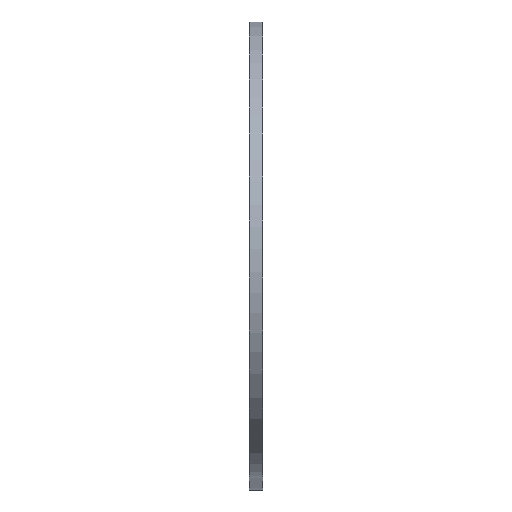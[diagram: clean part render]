
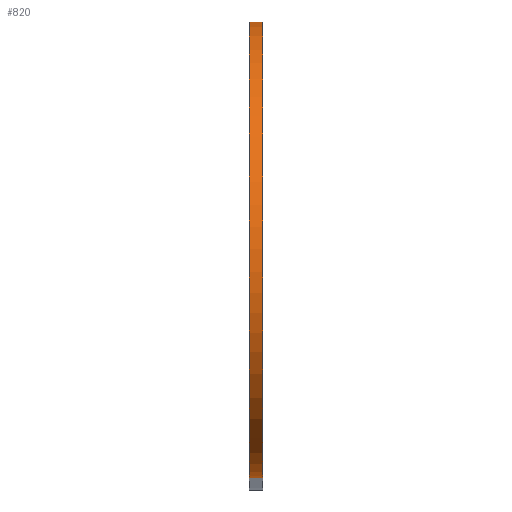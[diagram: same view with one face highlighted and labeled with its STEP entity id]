
A CAD part, front view. The second image highlights one B-rep face of the part: STEP entity #820.
In plain terms, the highlighted free-form (B-spline) face has degree [3, 1] with [17, 2] control points.
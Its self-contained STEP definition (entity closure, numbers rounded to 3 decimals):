
#17 = B_SPLINE_CURVE_WITH_KNOTS ( 'NONE', 3,
 ( #329, #946, #529, #438, #432, #31, #838, #546, #939, #835, #25, #1255, #828, #635, #1268, #730, #1146 ),
 .UNSPECIFIED., .F., .F.,
 ( 4, 1, 1, 1, 1, 1, 1, 1, 1, 1, 1, 1, 1, 1, 4 ),
 ( 0.5, 0.52, 0.574, 0.626, 0.676, 0.722, 0.765, 0.805, 0.842, 0.875, 0.905, 0.932, 0.956, 0.978, 1. ),
 .UNSPECIFIED. ) ;
#25 = CARTESIAN_POINT ( 'NONE',  ( 0., -288.517, -772.451 ) ) ;
#31 = CARTESIAN_POINT ( 'NONE',  ( 0., -276.235, -659.15 ) ) ;
#47 = VECTOR ( 'NONE', #729, 1000. ) ;
#50 = CARTESIAN_POINT ( 'NONE',  ( 5., -194.844, -629.964 ) ) ;
#63 = CARTESIAN_POINT ( 'NONE',  ( 5., -303.928, -732.441 ) ) ;
#72 = CARTESIAN_POINT ( 'NONE',  ( 5., -276.235, -659.15 ) ) ;
#84 = CARTESIAN_POINT ( 'NONE',  ( 0., -175.751, -633.708 ) ) ;
#95 = CARTESIAN_POINT ( 'NONE',  ( 0., -298.588, -754.561 ) ) ;
#135 = CARTESIAN_POINT ( 'NONE',  ( 5., -234.562, -804.31 ) ) ;
#178 = CARTESIAN_POINT ( 'NONE',  ( 0., -262.284, -795.498 ) ) ;
#190 = CARTESIAN_POINT ( 'NONE',  ( 0., -302.337, -707.668 ) ) ;
#214 = VERTEX_POINT ( 'NONE', #949 ) ;
#236 = CARTESIAN_POINT ( 'NONE',  ( 5., -248.274, -801.211 ) ) ;
#245 = CARTESIAN_POINT ( 'NONE',  ( 5., -288.517, -772.451 ) ) ;
#272 = ORIENTED_EDGE ( 'NONE', *, *, #344, .F. ) ;
#282 = CARTESIAN_POINT ( 'NONE',  ( 5., -175.751, -633.708 ) ) ;
#306 = LINE ( 'NONE', #824, #47 ) ;
#328 = CARTESIAN_POINT ( 'NONE',  ( 5., -276.235, -659.15 ) ) ;
#329 = CARTESIAN_POINT ( 'NONE',  ( 0., -175.751, -633.708 ) ) ;
#334 = CARTESIAN_POINT ( 'NONE',  ( 5., -251.492, -641.031 ) ) ;
#344 = EDGE_CURVE ( 'NONE', #553, #1307, #433, .T. ) ;
#366 = CARTESIAN_POINT ( 'NONE',  ( 0., -303.928, -732.441 ) ) ;
#368 = EDGE_LOOP ( 'NONE', ( #811, #442, #416, #272 ) ) ;
#383 = CARTESIAN_POINT ( 'NONE',  ( 0., -248.274, -801.211 ) ) ;
#391 = CARTESIAN_POINT ( 'NONE',  ( 0., -225.556, -804.56 ) ) ;
#416 = ORIENTED_EDGE ( 'NONE', *, *, #1014, .T. ) ;
#432 = CARTESIAN_POINT ( 'NONE',  ( 0., -251.492, -641.031 ) ) ;
#433 = LINE ( 'NONE', #740, #1009 ) ;
#438 = CARTESIAN_POINT ( 'NONE',  ( 0., -221.049, -630.55 ) ) ;
#442 = ORIENTED_EDGE ( 'NONE', *, *, #1205, .T. ) ;
#477 = CARTESIAN_POINT ( 'NONE',  ( 5., -234.562, -804.31 ) ) ;
#529 = CARTESIAN_POINT ( 'NONE',  ( 0., -194.844, -629.964 ) ) ;
#546 = CARTESIAN_POINT ( 'NONE',  ( 0., -302.337, -707.668 ) ) ;
#553 = VERTEX_POINT ( 'NONE', #575 ) ;
#575 = CARTESIAN_POINT ( 'NONE',  ( 5., -221.169, -804.84 ) ) ;
#579 = CARTESIAN_POINT ( 'NONE',  ( 5., -225.556, -804.56 ) ) ;
#635 = CARTESIAN_POINT ( 'NONE',  ( 0., -248.274, -801.211 ) ) ;
#658 = CARTESIAN_POINT ( 'NONE',  ( 0., -221.169, -804.84 ) ) ;
#663 = CARTESIAN_POINT ( 'NONE',  ( 0., -221.169, -804.84 ) ) ;
#672 = CARTESIAN_POINT ( 'NONE',  ( 0., -179.823, -632.725 ) ) ;
#674 = CARTESIAN_POINT ( 'NONE',  ( 5., -175.751, -633.708 ) ) ;
#679 = CARTESIAN_POINT ( 'NONE',  ( 5., -251.492, -641.031 ) ) ;
#689 = CARTESIAN_POINT ( 'NONE',  ( 0., -293.143, -682.491 ) ) ;
#729 = DIRECTION ( 'NONE',  ( -1., 0., 0. ) ) ;
#730 = CARTESIAN_POINT ( 'NONE',  ( 0., -225.556, -804.56 ) ) ;
#740 = CARTESIAN_POINT ( 'NONE',  ( 5., -221.169, -804.84 ) ) ;
#749 = CARTESIAN_POINT ( 'NONE',  ( 5., -262.284, -795.498 ) ) ;
#754 = CARTESIAN_POINT ( 'NONE',  ( 5., -293.143, -682.491 ) ) ;
#774 = CARTESIAN_POINT ( 'NONE',  ( 5., -262.284, -795.498 ) ) ;
#791 = FACE_OUTER_BOUND ( 'NONE', #368, .T. ) ;
#793 = B_SPLINE_SURFACE_WITH_KNOTS ( 'NONE', 3, 1, ( 
 ( #282, #84 ),
 ( #1008, #672 ),
 ( #797, #1208 ),
 ( #1108, #980 ),
 ( #679, #987 ),
 ( #72, #879 ),
 ( #1299, #689 ),
 ( #1305, #190 ),
 ( #63, #366 ),
 ( #887, #95 ),
 ( #1090, #905 ),
 ( #1202, #1101 ),
 ( #774, #178 ),
 ( #1214, #383 ),
 ( #477, #1321 ),
 ( #579, #391 ),
 ( #992, #663 ) ),
 .UNSPECIFIED., .F., .F., .F.,
 ( 4, 1, 1, 1, 1, 1, 1, 1, 1, 1, 1, 1, 1, 1, 4 ),
 ( 2, 2 ),
 ( 0.5, 0.52, 0.574, 0.626, 0.676, 0.722, 0.765, 0.805, 0.842, 0.875, 0.905, 0.932, 0.956, 0.978, 1. ),
 ( 0., 1. ),
 .UNSPECIFIED. ) ;
#797 = CARTESIAN_POINT ( 'NONE',  ( 5., -194.844, -629.964 ) ) ;
#811 = ORIENTED_EDGE ( 'NONE', *, *, #1273, .F. ) ;
#820 = ADVANCED_FACE ( 'NONE', ( #791 ), #793, .F. ) ;
#824 = CARTESIAN_POINT ( 'NONE',  ( 5., -175.751, -633.708 ) ) ;
#828 = CARTESIAN_POINT ( 'NONE',  ( 0., -262.284, -795.498 ) ) ;
#835 = CARTESIAN_POINT ( 'NONE',  ( 0., -298.588, -754.561 ) ) ;
#838 = CARTESIAN_POINT ( 'NONE',  ( 0., -293.143, -682.491 ) ) ;
#849 = B_SPLINE_CURVE_WITH_KNOTS ( 'NONE', 3,
 ( #951, #1162, #50, #1271, #334, #328, #754, #970, #1172, #850, #245, #943, #749, #236, #135, #1073, #1154 ),
 .UNSPECIFIED., .F., .F.,
 ( 4, 1, 1, 1, 1, 1, 1, 1, 1, 1, 1, 1, 1, 1, 4 ),
 ( 0.5, 0.52, 0.574, 0.626, 0.676, 0.722, 0.765, 0.805, 0.842, 0.875, 0.905, 0.932, 0.956, 0.978, 1. ),
 .UNSPECIFIED. ) ;
#850 = CARTESIAN_POINT ( 'NONE',  ( 5., -298.588, -754.561 ) ) ;
#879 = CARTESIAN_POINT ( 'NONE',  ( 0., -276.235, -659.15 ) ) ;
#887 = CARTESIAN_POINT ( 'NONE',  ( 5., -298.588, -754.561 ) ) ;
#905 = CARTESIAN_POINT ( 'NONE',  ( 0., -288.517, -772.451 ) ) ;
#939 = CARTESIAN_POINT ( 'NONE',  ( 0., -303.928, -732.441 ) ) ;
#943 = CARTESIAN_POINT ( 'NONE',  ( 5., -276.174, -786.242 ) ) ;
#946 = CARTESIAN_POINT ( 'NONE',  ( 0., -179.823, -632.725 ) ) ;
#949 = CARTESIAN_POINT ( 'NONE',  ( 0., -175.751, -633.708 ) ) ;
#951 = CARTESIAN_POINT ( 'NONE',  ( 5., -175.751, -633.708 ) ) ;
#970 = CARTESIAN_POINT ( 'NONE',  ( 5., -302.337, -707.668 ) ) ;
#980 = CARTESIAN_POINT ( 'NONE',  ( 0., -221.049, -630.55 ) ) ;
#987 = CARTESIAN_POINT ( 'NONE',  ( 0., -251.492, -641.031 ) ) ;
#992 = CARTESIAN_POINT ( 'NONE',  ( 5., -221.169, -804.84 ) ) ;
#1008 = CARTESIAN_POINT ( 'NONE',  ( 5., -179.823, -632.725 ) ) ;
#1009 = VECTOR ( 'NONE', #1069, 1000. ) ;
#1014 = EDGE_CURVE ( 'NONE', #214, #1307, #17, .T. ) ;
#1069 = DIRECTION ( 'NONE',  ( -1., 0., 0. ) ) ;
#1073 = CARTESIAN_POINT ( 'NONE',  ( 5., -225.556, -804.56 ) ) ;
#1090 = CARTESIAN_POINT ( 'NONE',  ( 5., -288.517, -772.451 ) ) ;
#1094 = VERTEX_POINT ( 'NONE', #674 ) ;
#1101 = CARTESIAN_POINT ( 'NONE',  ( 0., -276.174, -786.242 ) ) ;
#1108 = CARTESIAN_POINT ( 'NONE',  ( 5., -221.049, -630.55 ) ) ;
#1146 = CARTESIAN_POINT ( 'NONE',  ( 0., -221.169, -804.84 ) ) ;
#1154 = CARTESIAN_POINT ( 'NONE',  ( 5., -221.169, -804.84 ) ) ;
#1162 = CARTESIAN_POINT ( 'NONE',  ( 5., -179.823, -632.725 ) ) ;
#1172 = CARTESIAN_POINT ( 'NONE',  ( 5., -303.928, -732.441 ) ) ;
#1202 = CARTESIAN_POINT ( 'NONE',  ( 5., -276.174, -786.242 ) ) ;
#1205 = EDGE_CURVE ( 'NONE', #1094, #214, #306, .T. ) ;
#1208 = CARTESIAN_POINT ( 'NONE',  ( 0., -194.844, -629.964 ) ) ;
#1214 = CARTESIAN_POINT ( 'NONE',  ( 5., -248.274, -801.211 ) ) ;
#1255 = CARTESIAN_POINT ( 'NONE',  ( 0., -276.174, -786.242 ) ) ;
#1268 = CARTESIAN_POINT ( 'NONE',  ( 0., -234.562, -804.31 ) ) ;
#1271 = CARTESIAN_POINT ( 'NONE',  ( 5., -221.049, -630.55 ) ) ;
#1273 = EDGE_CURVE ( 'NONE', #1094, #553, #849, .T. ) ;
#1299 = CARTESIAN_POINT ( 'NONE',  ( 5., -293.143, -682.491 ) ) ;
#1305 = CARTESIAN_POINT ( 'NONE',  ( 5., -302.337, -707.668 ) ) ;
#1307 = VERTEX_POINT ( 'NONE', #658 ) ;
#1321 = CARTESIAN_POINT ( 'NONE',  ( 0., -234.562, -804.31 ) ) ;
